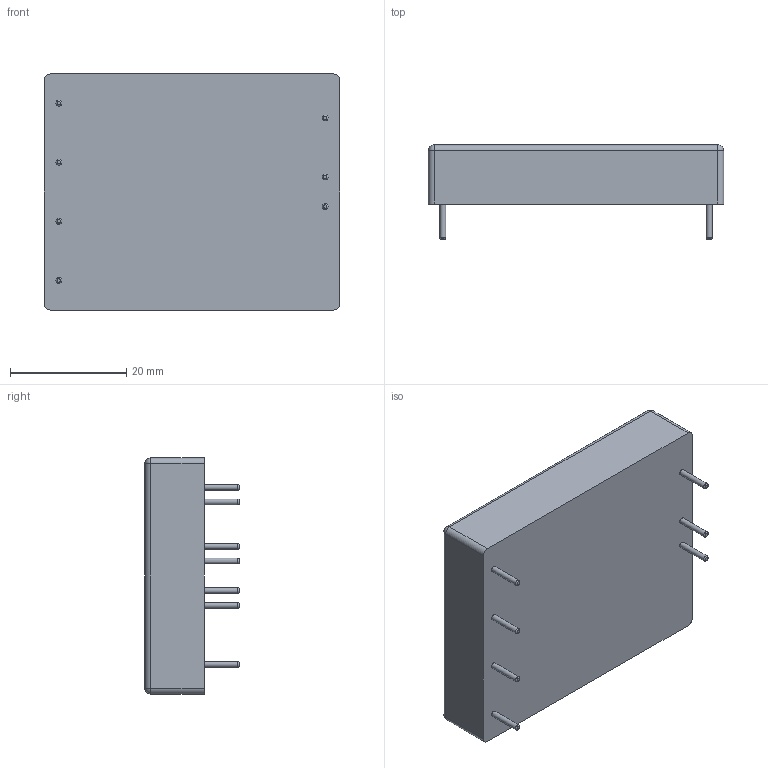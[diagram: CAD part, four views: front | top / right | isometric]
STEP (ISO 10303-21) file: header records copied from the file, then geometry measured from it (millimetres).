
FILE_DESCRIPTION(/* description */ (''),/* implementation_level */ '2;1');
FILE_NAME(/* name */ 'TEN 25-2411WI v1.step',/* time_stamp */ '2021-07-08T08:29:35+02:00',/* author */ (''),/* organization */ (''),/* preprocessor_version */ 'ST-DEVELOPER v18.1',/* originating_system */ 'Autodesk Translation Framework v10.9.0.1377',/* authorisation */ '');
FILE_SCHEMA (('AUTOMOTIVE_DESIGN { 1 0 10303 214 3 1 1 }'));
Length unit declared in the file: millimetre
Products named in the file (1): TEN 25-2411WI v1
Bounding box: 50.8 x 16.2 x 40.6 mm (x, y, z)
Volume: 21022.8 mm3; surface area: 6022.1 mm2
Topology: 1 solids, 1 shells, 39 faces, 78 edges, 48 vertices
Faces by surface type: cylinder 15, plane 13, torus 7, sphere 4
Full cylindrical faces by diameter (mm): 1 x7
Entity records: 1067 total; most frequent: DIRECTION 209, CARTESIAN_POINT 166, ORIENTED_EDGE 156, AXIS2_PLACEMENT_3D 91, EDGE_CURVE 78, CIRCLE 51, VERTEX_POINT 48, EDGE_LOOP 46
